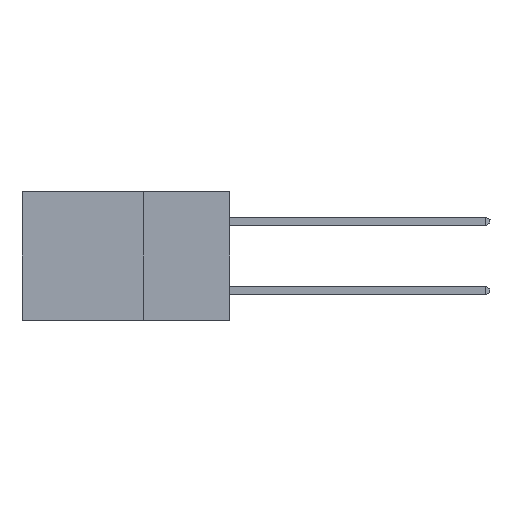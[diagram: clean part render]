
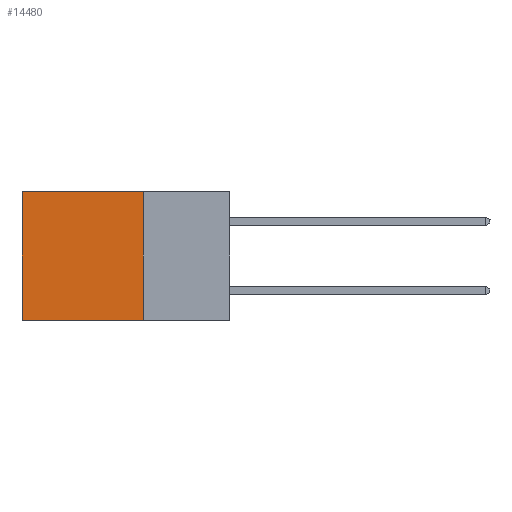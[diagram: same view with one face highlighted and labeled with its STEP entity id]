
A CAD part, left-side view. The second image highlights one B-rep face of the part: STEP entity #14480.
In plain terms, the highlighted planar face has unit normal (-1, 0, 0).
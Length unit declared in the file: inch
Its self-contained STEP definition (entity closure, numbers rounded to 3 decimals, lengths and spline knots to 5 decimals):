
#630 = VECTOR ( 'NONE', #4135, 39.37008 ) ;
#650 = VERTEX_POINT ( 'NONE', #15431 ) ;
#1563 = ORIENTED_EDGE ( 'NONE', *, *, #8232, .T. ) ;
#2274 = ORIENTED_EDGE ( 'NONE', *, *, #8681, .F. ) ;
#2293 = DIRECTION ( 'NONE',  ( 0., 0., -1. ) ) ;
#2777 = VECTOR ( 'NONE', #2293, 39.37008 ) ;
#3436 = CARTESIAN_POINT ( 'NONE',  ( 0.298, 0.6, 0. ) ) ;
#3440 = AXIS2_PLACEMENT_3D ( 'NONE', #5964, #14467, #9496 ) ;
#4135 = DIRECTION ( 'NONE',  ( 0., 0., -1. ) ) ;
#5370 = CARTESIAN_POINT ( 'NONE',  ( 0.298, 0.25, 0. ) ) ;
#5381 = LINE ( 'NONE', #9098, #8441 ) ;
#5814 = VERTEX_POINT ( 'NONE', #15619 ) ;
#5815 = LINE ( 'NONE', #3436, #2777 ) ;
#5964 = CARTESIAN_POINT ( 'NONE',  ( 0.298, 0.25, 0. ) ) ;
#6564 = VERTEX_POINT ( 'NONE', #8780 ) ;
#7121 = DIRECTION ( 'NONE',  ( 0., 1., 0. ) ) ;
#7530 = EDGE_CURVE ( 'NONE', #6564, #5814, #12879, .T. ) ;
#8232 = EDGE_CURVE ( 'NONE', #650, #5814, #5815, .T. ) ;
#8441 = VECTOR ( 'NONE', #12726, 39.37008 ) ;
#8681 = EDGE_CURVE ( 'NONE', #12113, #6564, #9069, .T. ) ;
#8780 = CARTESIAN_POINT ( 'NONE',  ( 0.298, 0.25, -0.37 ) ) ;
#9069 = LINE ( 'NONE', #5370, #630 ) ;
#9098 = CARTESIAN_POINT ( 'NONE',  ( 0.298, 0.25, 0. ) ) ;
#9496 = DIRECTION ( 'NONE',  ( 0., 0., -1. ) ) ;
#9888 = EDGE_LOOP ( 'NONE', ( #1563, #15355, #2274, #10996 ) ) ;
#10423 = CARTESIAN_POINT ( 'NONE',  ( 0.298, 0.25, -0.37 ) ) ;
#10777 = EDGE_CURVE ( 'NONE', #12113, #650, #5381, .T. ) ;
#10996 = ORIENTED_EDGE ( 'NONE', *, *, #10777, .T. ) ;
#11862 = PLANE ( 'NONE',  #3440 ) ;
#12113 = VERTEX_POINT ( 'NONE', #15504 ) ;
#12726 = DIRECTION ( 'NONE',  ( 0., 1., 0. ) ) ;
#12879 = LINE ( 'NONE', #10423, #13264 ) ;
#13264 = VECTOR ( 'NONE', #7121, 39.37008 ) ;
#13645 = FACE_OUTER_BOUND ( 'NONE', #9888, .T. ) ;
#14467 = DIRECTION ( 'NONE',  ( 1., 0., 0. ) ) ;
#14480 = ADVANCED_FACE ( 'NONE', ( #13645 ), #11862, .F. ) ;
#15355 = ORIENTED_EDGE ( 'NONE', *, *, #7530, .F. ) ;
#15431 = CARTESIAN_POINT ( 'NONE',  ( 0.298, 0.6, 0. ) ) ;
#15504 = CARTESIAN_POINT ( 'NONE',  ( 0.298, 0.25, 0. ) ) ;
#15619 = CARTESIAN_POINT ( 'NONE',  ( 0.298, 0.6, -0.37 ) ) ;
